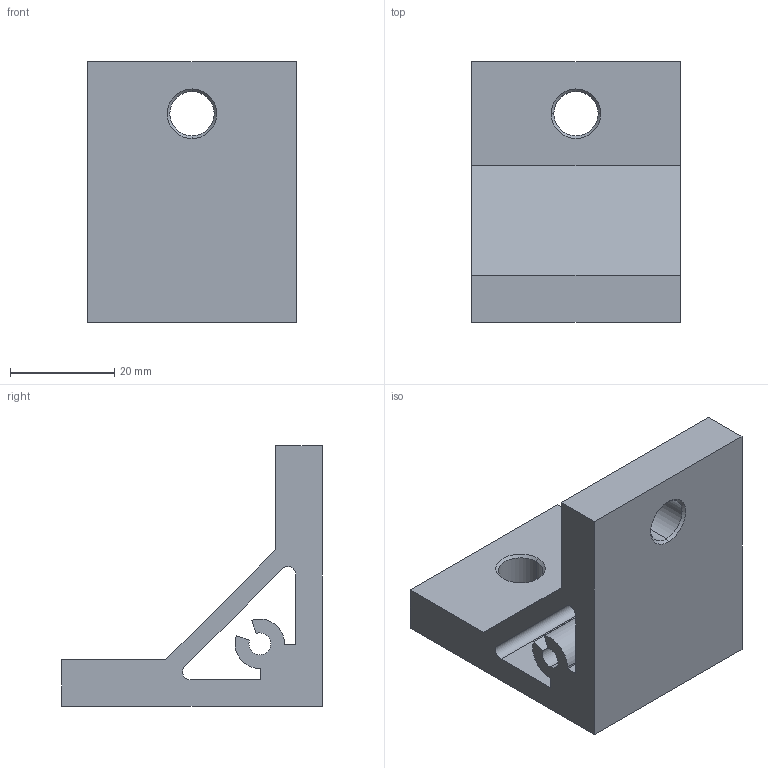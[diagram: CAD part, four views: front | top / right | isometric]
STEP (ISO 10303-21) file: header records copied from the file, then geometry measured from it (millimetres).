
FILE_DESCRIPTION (( 'STEP AP214' ), '1' );
FILE_NAME ('A347 Óãëîâîé ñîåäèíèòåëü 50õ50õ40, ïàç 10.STEP', '2021-05-27T13:47:07', ( 'Windows User' ), ( '' ), 'SwSTEP 2.0', 'SolidWorks 2021', '' );
FILE_SCHEMA (( 'AUTOMOTIVE_DESIGN' ));
Length unit declared in the file: millimetre
Products named in the file (1): A347 Óãëîâîé ñîåäèíèòåëü 50õ50õ40, ïàç 10
Bounding box: 40 x 50 x 50 mm (x, y, z)
Volume: 32499.8 mm3; surface area: 13407.2 mm2
Topology: 1 solids, 1 shells, 38 faces, 100 edges, 64 vertices
Faces by surface type: plane 16, cylinder 14, cone 8
Entity records: 1255 total; most frequent: DIRECTION 214, CARTESIAN_POINT 203, ORIENTED_EDGE 200, EDGE_CURVE 100, AXIS2_PLACEMENT_3D 75, VECTOR 64, LINE 64, VERTEX_POINT 64
